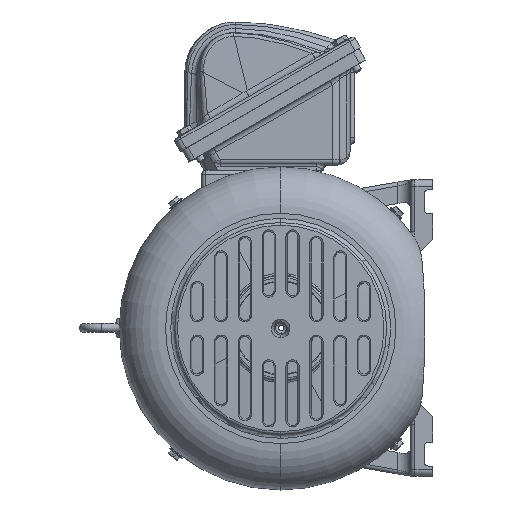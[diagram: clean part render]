
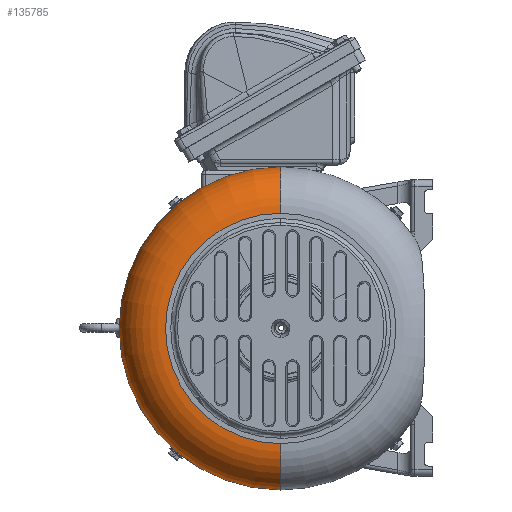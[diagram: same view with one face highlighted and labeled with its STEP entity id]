
A CAD part, left-side view. The second image highlights one B-rep face of the part: STEP entity #135785.
In plain terms, the highlighted toroidal (fillet/blend) face has major radius 87 mm and minor radius 35 mm.
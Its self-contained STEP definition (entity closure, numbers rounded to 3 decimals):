
#134038=CARTESIAN_POINT('Vertex',(-137.6,0.354,121.646)) ;
#134445=CARTESIAN_POINT('Vertex',(-137.6,0.354,-122.354)) ;
#134448=CARTESIAN_POINT('Axis2P3D Location',(-137.6,0.354,-0.354)) ;
#134595=CARTESIAN_POINT('Axis2P3D Location',(-137.6,0.354,-87.354)) ;
#134599=CARTESIAN_POINT('Vertex',(-172.6,0.354,-87.354)) ;
#134724=CARTESIAN_POINT('Axis2P3D Location',(-137.6,0.354,86.646)) ;
#134728=CARTESIAN_POINT('Vertex',(-172.6,0.354,86.646)) ;
#135769=CARTESIAN_POINT('Axis2P3D Location',(-137.6,0.354,-0.354)) ;
#135774=CARTESIAN_POINT('Axis2P3D Location',(-172.6,0.354,-0.354)) ;
#134449=DIRECTION('Axis2P3D Direction',(-1.,0.,0.)) ;
#134596=DIRECTION('Axis2P3D Direction',(0.,1.,0.)) ;
#134725=DIRECTION('Axis2P3D Direction',(0.,-1.,0.)) ;
#135770=DIRECTION('Axis2P3D Direction',(-1.,0.,0.)) ;
#135771=DIRECTION('Axis2P3D XDirection',(0.,0.,1.)) ;
#135775=DIRECTION('Axis2P3D Direction',(-1.,0.,0.)) ;
#134450=AXIS2_PLACEMENT_3D('Circle Axis2P3D',#134448,#134449,$) ;
#134597=AXIS2_PLACEMENT_3D('Circle Axis2P3D',#134595,#134596,$) ;
#134726=AXIS2_PLACEMENT_3D('Circle Axis2P3D',#134724,#134725,$) ;
#135772=AXIS2_PLACEMENT_3D('Torus Axis2P3D',#135769,#135770,#135771) ;
#135776=AXIS2_PLACEMENT_3D('Circle Axis2P3D',#135774,#135775,$) ;
#135780=ORIENTED_EDGE('',*,*,#134452,.F.) ;
#135781=ORIENTED_EDGE('',*,*,#134601,.T.) ;
#135782=ORIENTED_EDGE('',*,*,#135778,.F.) ;
#135783=ORIENTED_EDGE('',*,*,#134730,.F.) ;
#135785=ADVANCED_FACE('\X2\51434EF6672C9AD4\X0\',(#135784),#135773,.T.) ;
#134451=CIRCLE('generated circle',#134450,122.) ;
#134598=CIRCLE('generated circle',#134597,35.) ;
#134727=CIRCLE('generated circle',#134726,35.) ;
#135777=CIRCLE('generated circle',#135776,87.) ;
#135773=TOROIDAL_SURFACE('homeo Torus',#135772,87.,35.) ;
#134452=EDGE_CURVE('',#134446,#134039,#134451,.F.) ;
#134601=EDGE_CURVE('',#134446,#134600,#134598,.T.) ;
#134730=EDGE_CURVE('',#134039,#134729,#134727,.T.) ;
#135778=EDGE_CURVE('',#134729,#134600,#135777,.T.) ;
#135779=EDGE_LOOP('',(#135780,#135781,#135782,#135783)) ;
#135784=FACE_OUTER_BOUND('',#135779,.T.) ;
#134039=VERTEX_POINT('',#134038) ;
#134446=VERTEX_POINT('',#134445) ;
#134600=VERTEX_POINT('',#134599) ;
#134729=VERTEX_POINT('',#134728) ;
